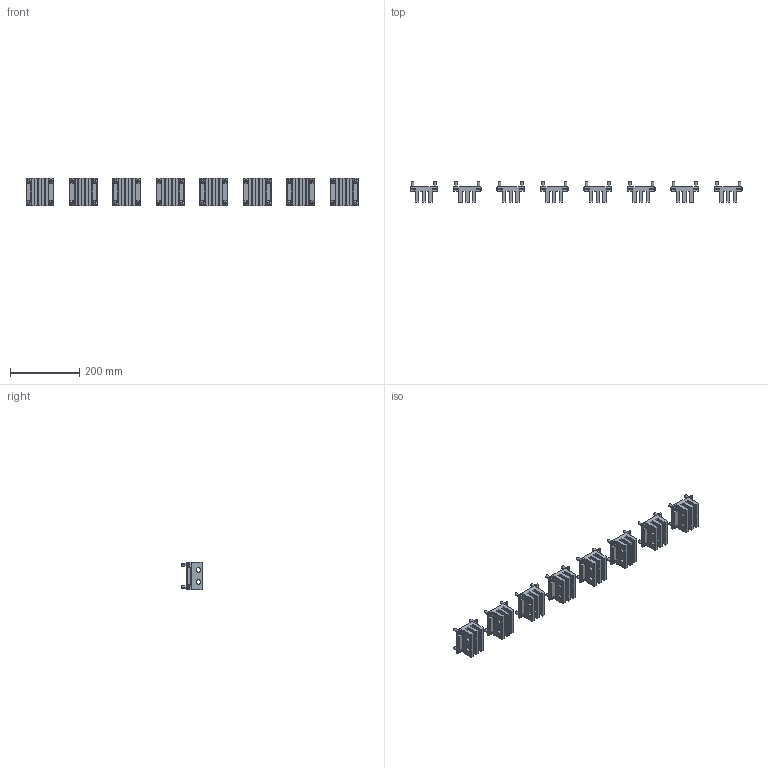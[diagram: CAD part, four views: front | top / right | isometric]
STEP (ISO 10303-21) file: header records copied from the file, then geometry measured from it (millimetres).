
FILE_DESCRIPTION(('CATIA V5 STEP Exchange'),'2;1');
FILE_NAME('1SDH001252R0275_1PA_001_00_E6.2_IV_FS_W_TERMINALS_VR_UPPER_6300A.stp','2014-03-06T08:41:28+00:00',('none'),('none'),'CATIA Version 5 Release 20 SP 5 (IN-10)','CATIA V5 STEP AP214','none');
FILE_SCHEMA(('AUTOMOTIVE_DESIGN { 1 0 10303 214 1 1 1 1 }'));
Length unit declared in the file: millimetre
Products named in the file (1): 1SDH001252R0275_1PA_001_00_E6.2_IV_FS_W_TERMINALS_VR_UPPER_6300A
Bounding box: 962 x 60.5 x 80 mm (x, y, z)
Volume: 1171522.1 mm3; surface area: 307897 mm2
Topology: 40 solids, 40 shells, 1136 faces, 2848 edges, 1856 vertices
Faces by surface type: plane 560, cylinder 448, revolution 64, torus 64
Entity records: 32734 total; most frequent: CARTESIAN_POINT 6321, ORIENTED_EDGE 5696, DIRECTION 4400, EDGE_CURVE 2848, AXIS2_PLACEMENT_3D 1889, VERTEX_POINT 1856, VECTOR 1648, LINE 1648
